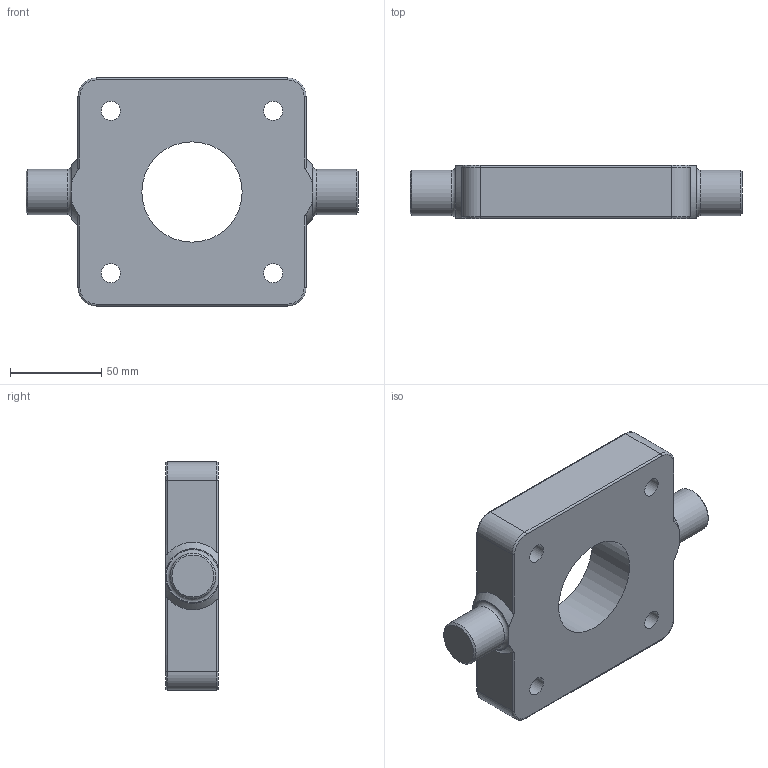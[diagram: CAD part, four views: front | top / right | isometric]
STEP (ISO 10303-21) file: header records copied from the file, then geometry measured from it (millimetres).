
FILE_DESCRIPTION(/* description */ (''),/* implementation_level */ '2;1');
FILE_NAME(/* name */ 'tjf_100.stp',/* time_stamp */ '2018-01-09T09:22:08+01:00',/* author */ ('leitheußer'),/* organization */ (''),/* preprocessor_version */ 'ST-DEVELOPER v15.6',/* originating_system */ 'Autodesk Inventor LT ',/* authorisation */ '');
FILE_SCHEMA (('AUTOMOTIVE_DESIGN { 1 0 10303 214 3 1 1 }'));
Length unit declared in the file: millimetre
Products named in the file (1): 0076-100
Bounding box: 182 x 29 x 125 mm (x, y, z)
Volume: 396800.2 mm3; surface area: 52968.9 mm2
Topology: 1 solids, 1 shells, 59 faces, 139 edges, 86 vertices
Faces by surface type: cylinder 27, plane 16, torus 10, cone 6
Full cylindrical faces by diameter (mm): 10.5 x4, 16.5 x4, 25 x2, 55 x1
Entity records: 1752 total; most frequent: CARTESIAN_POINT 426, DIRECTION 288, ORIENTED_EDGE 240, AXIS2_PLACEMENT_3D 126, EDGE_CURVE 120, EDGE_LOOP 88, VERTEX_POINT 82, CIRCLE 66
